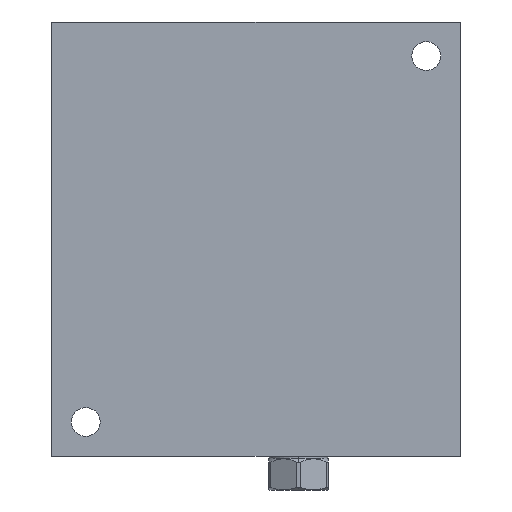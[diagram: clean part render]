
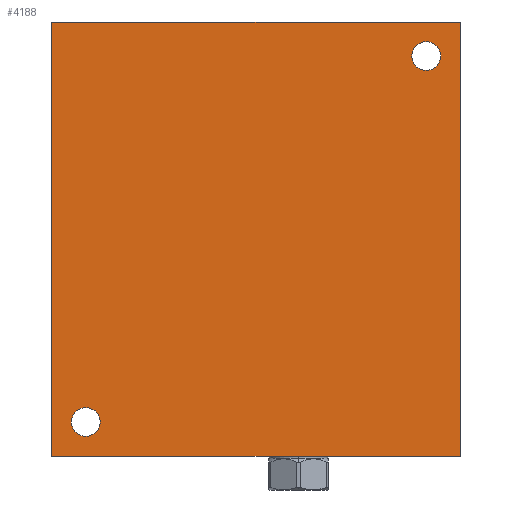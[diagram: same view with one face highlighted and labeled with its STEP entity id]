
A CAD part, left-side view. The second image highlights one B-rep face of the part: STEP entity #4188.
In plain terms, the highlighted planar face has unit normal (-1, 0, 0).
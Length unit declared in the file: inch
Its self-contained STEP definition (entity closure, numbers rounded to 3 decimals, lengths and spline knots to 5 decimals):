
#1=DIRECTION('',(0.,-1.,0.));
#2=VECTOR('',#1,6.);
#3=CARTESIAN_POINT('',(0.,0.,0.));
#4=LINE('',#3,#2);
#47=DIRECTION('',(0.,0.,1.));
#48=VECTOR('',#47,6.375);
#49=CARTESIAN_POINT('',(0.,0.,0.));
#50=LINE('',#49,#48);
#51=CARTESIAN_POINT('',(0.,-5.5,5.875));
#52=DIRECTION('',(-1.,0.,0.));
#53=DIRECTION('',(0.,1.,0.));
#54=AXIS2_PLACEMENT_3D('',#51,#52,#53);
#56=CARTESIAN_POINT('',(0.,-5.5,5.875));
#57=DIRECTION('',(-1.,0.,0.));
#58=DIRECTION('',(0.,-1.,0.));
#59=AXIS2_PLACEMENT_3D('',#56,#57,#58);
#61=CARTESIAN_POINT('',(0.,-0.5,0.5));
#62=DIRECTION('',(-1.,0.,0.));
#63=DIRECTION('',(0.,1.,0.));
#64=AXIS2_PLACEMENT_3D('',#61,#62,#63);
#66=CARTESIAN_POINT('',(0.,-0.5,0.5));
#67=DIRECTION('',(-1.,0.,0.));
#68=DIRECTION('',(0.,-1.,0.));
#69=AXIS2_PLACEMENT_3D('',#66,#67,#68);
#139=DIRECTION('',(0.,0.,1.));
#140=VECTOR('',#139,6.375);
#141=CARTESIAN_POINT('',(0.,-6.,0.));
#142=LINE('',#141,#140);
#163=DIRECTION('',(0.,-1.,0.));
#164=VECTOR('',#163,6.);
#165=CARTESIAN_POINT('',(0.,0.,6.375));
#166=LINE('',#165,#164);
#3657=CARTESIAN_POINT('',(0.,0.,0.));
#3658=CARTESIAN_POINT('',(0.,-6.,0.));
#3659=VERTEX_POINT('',#3657);
#3660=VERTEX_POINT('',#3658);
#3665=CARTESIAN_POINT('',(0.,0.,6.375));
#3666=CARTESIAN_POINT('',(0.,-6.,6.375));
#3667=VERTEX_POINT('',#3665);
#3668=VERTEX_POINT('',#3666);
#3785=CARTESIAN_POINT('',(0.,-5.289,5.875));
#3786=CARTESIAN_POINT('',(0.,-5.711,5.875));
#3787=VERTEX_POINT('',#3785);
#3788=VERTEX_POINT('',#3786);
#3793=CARTESIAN_POINT('',(0.,-0.289,0.5));
#3794=CARTESIAN_POINT('',(0.,-0.711,0.5));
#3795=VERTEX_POINT('',#3793);
#3796=VERTEX_POINT('',#3794);
#4162=CARTESIAN_POINT('',(0.,0.,0.));
#4163=DIRECTION('',(-1.,0.,0.));
#4164=DIRECTION('',(0.,-1.,0.));
#4165=AXIS2_PLACEMENT_3D('',#4162,#4163,#4164);
#4166=PLANE('',#4165);
#4167=ORIENTED_EDGE('',*,*,#4133,.F.);
#4169=ORIENTED_EDGE('',*,*,#4168,.T.);
#4171=ORIENTED_EDGE('',*,*,#4170,.T.);
#4173=ORIENTED_EDGE('',*,*,#4172,.F.);
#4174=EDGE_LOOP('',(#4167,#4169,#4171,#4173));
#4175=FACE_OUTER_BOUND('',#4174,.F.);
#4177=ORIENTED_EDGE('',*,*,#4176,.T.);
#4179=ORIENTED_EDGE('',*,*,#4178,.T.);
#4180=EDGE_LOOP('',(#4177,#4179));
#4181=FACE_BOUND('',#4180,.F.);
#4183=ORIENTED_EDGE('',*,*,#4182,.T.);
#4185=ORIENTED_EDGE('',*,*,#4184,.T.);
#4186=EDGE_LOOP('',(#4183,#4185));
#4187=FACE_BOUND('',#4186,.F.);
#4188=ADVANCED_FACE('',(#4175,#4181,#4187),#4166,.T.);
#55=CIRCLE('',#54,0.211);
#60=CIRCLE('',#59,0.211);
#65=CIRCLE('',#64,0.211);
#70=CIRCLE('',#69,0.211);
#4133=EDGE_CURVE('',#3659,#3660,#4,.T.);
#4168=EDGE_CURVE('',#3659,#3667,#50,.T.);
#4170=EDGE_CURVE('',#3667,#3668,#166,.T.);
#4172=EDGE_CURVE('',#3660,#3668,#142,.T.);
#4176=EDGE_CURVE('',#3787,#3788,#55,.T.);
#4178=EDGE_CURVE('',#3788,#3787,#60,.T.);
#4182=EDGE_CURVE('',#3795,#3796,#65,.T.);
#4184=EDGE_CURVE('',#3796,#3795,#70,.T.);
